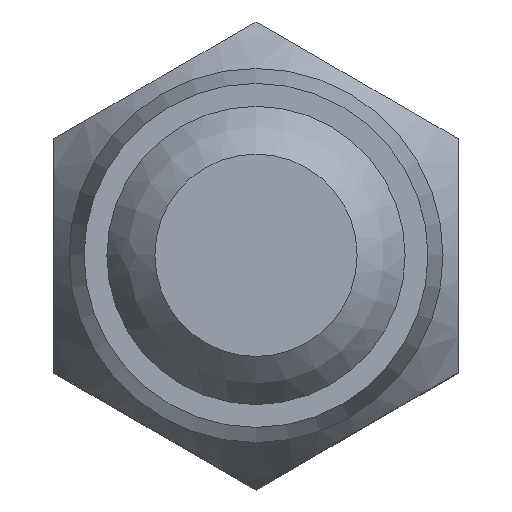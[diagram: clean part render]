
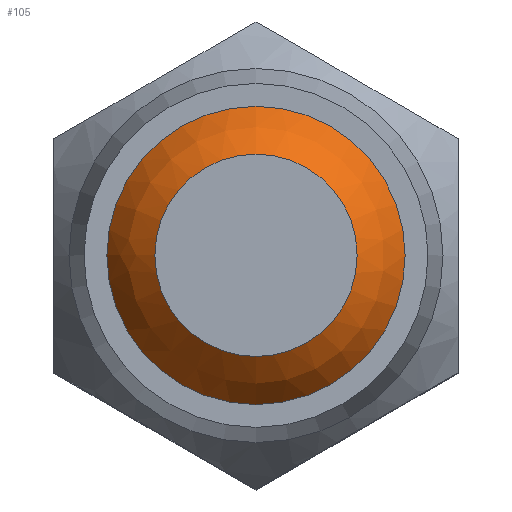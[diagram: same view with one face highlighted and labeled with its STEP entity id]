
A CAD part, top view. The second image highlights one B-rep face of the part: STEP entity #105.
In plain terms, the highlighted spherical face has radius 15 mm.
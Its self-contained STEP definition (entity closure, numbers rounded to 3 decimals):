
#105 = ADVANCED_FACE( '', ( #178, #179 ), #180, .T. );
#178 = FACE_OUTER_BOUND( '', #254, .T. );
#179 = FACE_OUTER_BOUND( '', #255, .T. );
#180 = SPHERICAL_SURFACE( '', #256, 15. );
#254 = EDGE_LOOP( '', ( #464 ) );
#255 = EDGE_LOOP( '', ( #465 ) );
#256 = AXIS2_PLACEMENT_3D( '', #466, #467, #468 );
#464 = ORIENTED_EDGE( '', *, *, #530, .T. );
#465 = ORIENTED_EDGE( '', *, *, #506, .T. );
#466 = CARTESIAN_POINT( '', ( 0., 0., 20. ) );
#467 = DIRECTION( '', ( 0., 0., -1. ) );
#468 = DIRECTION( '', ( 0., -1., 0. ) );
#506 = EDGE_CURVE( '', #593, #593, #594, .T. );
#530 = EDGE_CURVE( '', #629, #629, #630, .T. );
#593 = VERTEX_POINT( '', #989 );
#594 = CIRCLE( '', #990, 13.266 );
#629 = VERTEX_POINT( '', #1121 );
#630 = CIRCLE( '', #1122, 9. );
#989 = CARTESIAN_POINT( '', ( 13.266, 0., 27. ) );
#990 = AXIS2_PLACEMENT_3D( '', #1151, #1152, #1153 );
#1121 = CARTESIAN_POINT( '', ( -9., 0., 32. ) );
#1122 = AXIS2_PLACEMENT_3D( '', #1185, #1186, #1187 );
#1151 = CARTESIAN_POINT( '', ( 0., 0., 27. ) );
#1152 = DIRECTION( '', ( 0., 0., 1. ) );
#1153 = DIRECTION( '', ( 1., 0., 0. ) );
#1185 = CARTESIAN_POINT( '', ( 0., 0., 32. ) );
#1186 = DIRECTION( '', ( 0., 0., -1. ) );
#1187 = DIRECTION( '', ( -1., 0., 0. ) );
